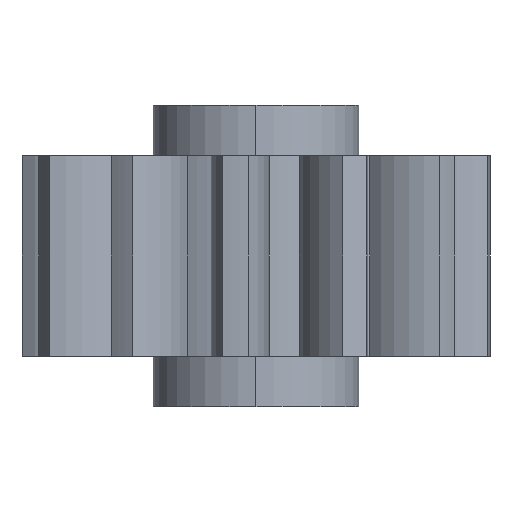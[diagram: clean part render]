
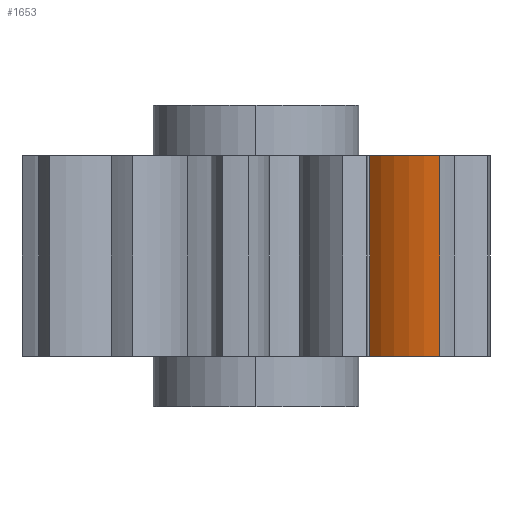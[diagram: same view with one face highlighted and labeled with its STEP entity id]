
A CAD part, left-side view. The second image highlights one B-rep face of the part: STEP entity #1653.
In plain terms, the highlighted cylindrical face has radius 3 mm (diameter 6 mm), a partial arc.
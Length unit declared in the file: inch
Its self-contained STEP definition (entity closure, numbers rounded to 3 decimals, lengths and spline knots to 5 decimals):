
#1078 = EDGE_CURVE ( 'NONE', #1238, #1082, #3665, .T. ) ;
#1082 = VERTEX_POINT ( 'NONE', #3626 ) ;
#1238 = VERTEX_POINT ( 'NONE', #3899 ) ;
#1322 = EDGE_CURVE ( 'NONE', #1082, #1431, #3998, .T. ) ;
#1327 = VERTEX_POINT ( 'NONE', #4005 ) ;
#1329 = EDGE_CURVE ( 'NONE', #1431, #1327, #4046, .T. ) ;
#1431 = VERTEX_POINT ( 'NONE', #4241 ) ;
#1574 = ORIENTED_EDGE ( 'NONE', *, *, #1322, .T. ) ;
#1582 = EDGE_CURVE ( 'NONE', #1327, #1238, #4252, .T. ) ;
#1583 = ORIENTED_EDGE ( 'NONE', *, *, #1078, .T. ) ;
#1584 = ORIENTED_EDGE ( 'NONE', *, *, #1582, .T. ) ;
#1653 = ADVANCED_FACE ( 'NONE', ( #4227 ), #4226, .T. ) ;
#1654 = EDGE_LOOP ( 'NONE', ( #1655, #1584, #1583, #1574 ) ) ;
#1655 = ORIENTED_EDGE ( 'NONE', *, *, #1329, .T. ) ;
#3626 = CARTESIAN_POINT ( 'NONE',  ( -0.18029, -0.22905, 0.125 ) ) ;
#3635 = DIRECTION ( 'NONE',  ( 0., 0., 1. ) ) ;
#3636 = VECTOR ( 'NONE', #3635, 39.37008 ) ;
#3637 = CARTESIAN_POINT ( 'NONE',  ( -0.18029, -0.22905, 0.225 ) ) ;
#3665 = LINE ( 'NONE', #3637, #3636 ) ;
#3899 = CARTESIAN_POINT ( 'NONE',  ( -0.18029, -0.22905, -0.125 ) ) ;
#3994 = DIRECTION ( 'NONE',  ( 1., 0., 0. ) ) ;
#3995 = DIRECTION ( 'NONE',  ( 0., 0., -1. ) ) ;
#3996 = CARTESIAN_POINT ( 'NONE',  ( -0.06222, -0.23209, 0.125 ) ) ;
#3997 = AXIS2_PLACEMENT_3D ( 'NONE', #3996, #3995, #3994 ) ;
#3998 = CIRCLE ( 'NONE', #3997, 0.11811 ) ;
#4005 = CARTESIAN_POINT ( 'NONE',  ( -0.13816, -0.14163, -0.125 ) ) ;
#4043 = DIRECTION ( 'NONE',  ( 0., 0., -1. ) ) ;
#4044 = VECTOR ( 'NONE', #4043, 39.37008 ) ;
#4045 = CARTESIAN_POINT ( 'NONE',  ( -0.13816, -0.14163, 0.225 ) ) ;
#4046 = LINE ( 'NONE', #4045, #4044 ) ;
#4221 = DIRECTION ( 'NONE',  ( 1., 0., 0. ) ) ;
#4222 = DIRECTION ( 'NONE',  ( 0., 0., 1. ) ) ;
#4223 = CARTESIAN_POINT ( 'NONE',  ( -0.06222, -0.23209, 0.225 ) ) ;
#4224 = AXIS2_PLACEMENT_3D ( 'NONE', #4223, #4222, #4221 ) ;
#4226 = CYLINDRICAL_SURFACE ( 'NONE', #4224, 0.11811 ) ;
#4227 = FACE_OUTER_BOUND ( 'NONE', #1654, .T. ) ;
#4241 = CARTESIAN_POINT ( 'NONE',  ( -0.13816, -0.14163, 0.125 ) ) ;
#4249 = DIRECTION ( 'NONE',  ( 1., 0., 0. ) ) ;
#4250 = DIRECTION ( 'NONE',  ( 0., 0., 1. ) ) ;
#4251 = AXIS2_PLACEMENT_3D ( 'NONE', #4257, #4250, #4249 ) ;
#4252 = CIRCLE ( 'NONE', #4251, 0.11811 ) ;
#4257 = CARTESIAN_POINT ( 'NONE',  ( -0.06222, -0.23209, -0.125 ) ) ;
